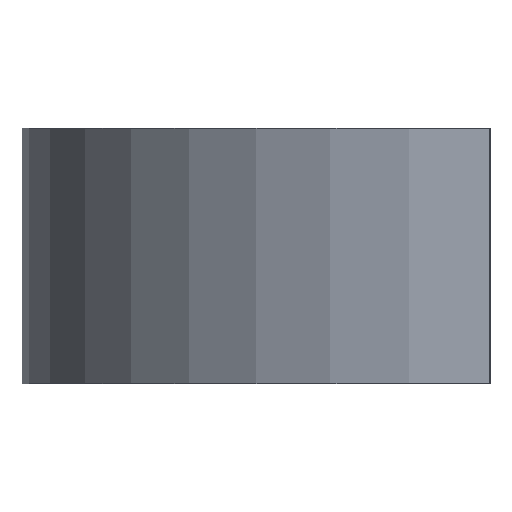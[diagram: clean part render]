
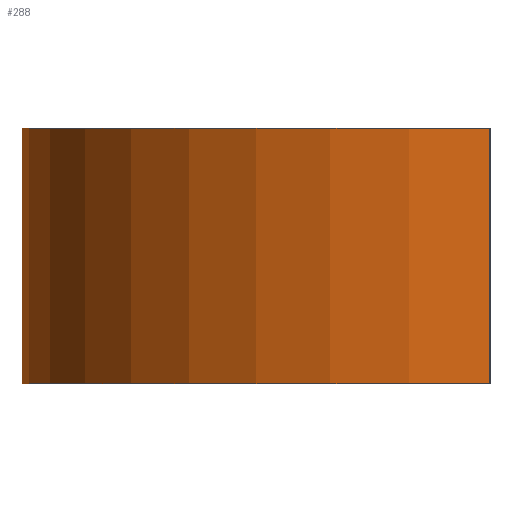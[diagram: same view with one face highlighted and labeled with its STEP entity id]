
A CAD part, left-side view. The second image highlights one B-rep face of the part: STEP entity #288.
In plain terms, the highlighted cylindrical face has radius 550 mm (diameter 1100 mm), a partial arc.
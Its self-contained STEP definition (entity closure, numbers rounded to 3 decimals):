
#5 = DIRECTION ( 'NONE',  ( -1., 0., 0. ) ) ;
#7 = CARTESIAN_POINT ( 'NONE',  ( 0., 0., -150. ) ) ;
#27 = CIRCLE ( 'NONE', #266, 550. ) ;
#50 = AXIS2_PLACEMENT_3D ( 'NONE', #213, #212, #138 ) ;
#51 = EDGE_CURVE ( 'NONE', #286, #98, #68, .T. ) ;
#64 = LINE ( 'NONE', #86, #76 ) ;
#66 = CARTESIAN_POINT ( 'NONE',  ( -550., 0., -150. ) ) ;
#68 = CIRCLE ( 'NONE', #279, 550. ) ;
#76 = VECTOR ( 'NONE', #184, 1000. ) ;
#85 = LINE ( 'NONE', #131, #195 ) ;
#86 = CARTESIAN_POINT ( 'NONE',  ( 0., 550., -150. ) ) ;
#98 = VERTEX_POINT ( 'NONE', #202 ) ;
#99 = VERTEX_POINT ( 'NONE', #66 ) ;
#100 = ORIENTED_EDGE ( 'NONE', *, *, #51, .F. ) ;
#105 = CARTESIAN_POINT ( 'NONE',  ( 0., 0., 150. ) ) ;
#108 = DIRECTION ( 'NONE',  ( 0., 0., 1. ) ) ;
#125 = EDGE_CURVE ( 'NONE', #99, #98, #85, .T. ) ;
#131 = CARTESIAN_POINT ( 'NONE',  ( -550., 0., -150. ) ) ;
#133 = CARTESIAN_POINT ( 'NONE',  ( 0., 550., -150. ) ) ;
#134 = DIRECTION ( 'NONE',  ( 0., 0., 1. ) ) ;
#138 = DIRECTION ( 'NONE',  ( 1., 0., 0. ) ) ;
#147 = ORIENTED_EDGE ( 'NONE', *, *, #125, .T. ) ;
#155 = DIRECTION ( 'NONE',  ( 0., 0., 1. ) ) ;
#158 = EDGE_CURVE ( 'NONE', #196, #99, #27, .T. ) ;
#184 = DIRECTION ( 'NONE',  ( 0., 0., -1. ) ) ;
#186 = CARTESIAN_POINT ( 'NONE',  ( 0., 550., 150. ) ) ;
#189 = CYLINDRICAL_SURFACE ( 'NONE', #50, 550. ) ;
#195 = VECTOR ( 'NONE', #155, 1000. ) ;
#196 = VERTEX_POINT ( 'NONE', #133 ) ;
#199 = EDGE_CURVE ( 'NONE', #286, #196, #64, .T. ) ;
#202 = CARTESIAN_POINT ( 'NONE',  ( -550., 0., 150. ) ) ;
#212 = DIRECTION ( 'NONE',  ( 0., 0., 1. ) ) ;
#213 = CARTESIAN_POINT ( 'NONE',  ( 0., 0., -150. ) ) ;
#242 = ORIENTED_EDGE ( 'NONE', *, *, #158, .T. ) ;
#248 = FACE_OUTER_BOUND ( 'NONE', #287, .T. ) ;
#266 = AXIS2_PLACEMENT_3D ( 'NONE', #7, #134, #5 ) ;
#279 = AXIS2_PLACEMENT_3D ( 'NONE', #105, #108, #294 ) ;
#286 = VERTEX_POINT ( 'NONE', #186 ) ;
#287 = EDGE_LOOP ( 'NONE', ( #100, #311, #242, #147 ) ) ;
#288 = ADVANCED_FACE ( 'NONE', ( #248 ), #189, .T. ) ;
#294 = DIRECTION ( 'NONE',  ( -1., 0., 0. ) ) ;
#311 = ORIENTED_EDGE ( 'NONE', *, *, #199, .T. ) ;
